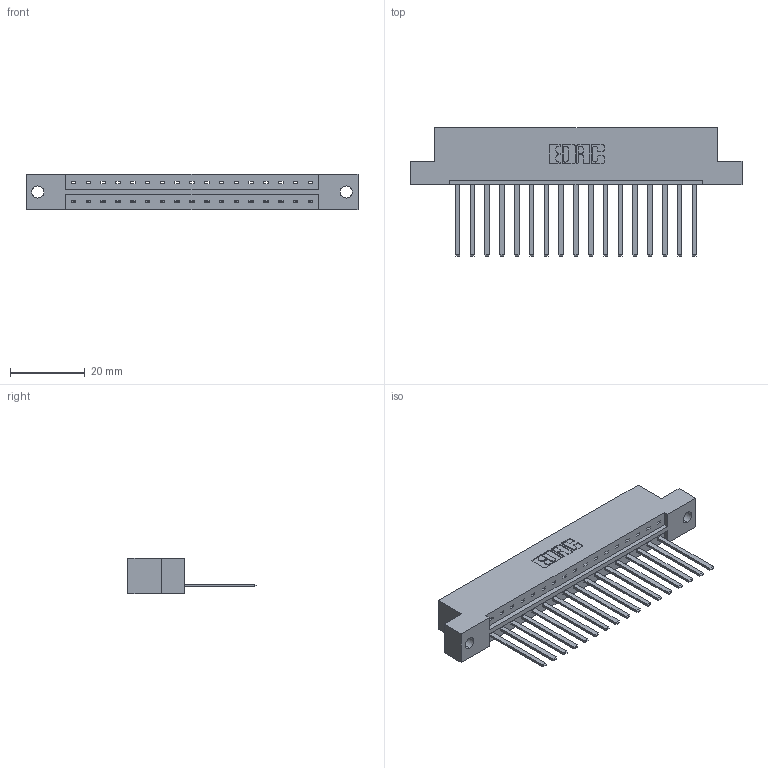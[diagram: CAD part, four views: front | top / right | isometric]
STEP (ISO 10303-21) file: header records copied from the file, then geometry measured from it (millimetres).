
FILE_DESCRIPTION (( 'STEP AP203' ), '1' );
FILE_NAME ('333-017-544-102.STEP', '2019-08-09T12:14:09', ( '' ), ( '' ), 'SwSTEP 2.0', 'SolidWorks 2016', '' );
FILE_SCHEMA (( 'CONFIG_CONTROL_DESIGN' ));
Length unit declared in the file: inch
Products named in the file (3): 333-017-544-102; 345-292-001_345-293-144; 333 Part_Flush - .128 Dia
Assembly tree (18 placements, depth 2):
  333-017-544-102
    333 Part_Flush - .128 Dia
    345-292-001_345-293-144  x17
Bounding box: 88.9 x 34.3 x 9.4 mm (x, y, z)
Volume: 8891 mm3; surface area: 9824.2 mm2
Topology: 18 solids, 18 shells, 998 faces, 2997 edges, 1974 vertices
Faces by surface type: plane 716, cylinder 282
Entity records: 13445 total; most frequent: CARTESIAN_POINT 2329, ORIENTED_EDGE 2282, DIRECTION 2011, EDGE_CURVE 1141, LINE 1017, VECTOR 1017, VERTEX_POINT 758, AXIS2_PLACEMENT_3D 497
